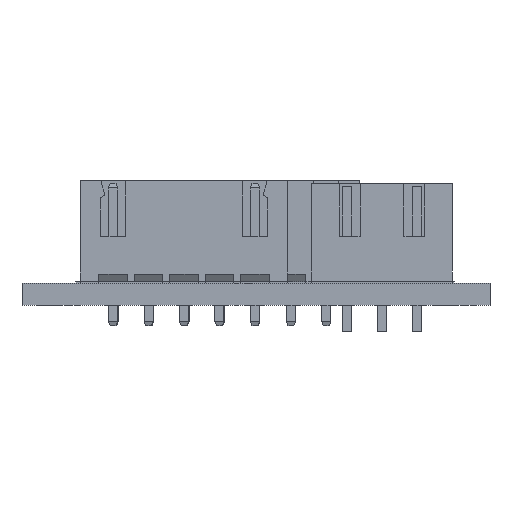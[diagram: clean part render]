
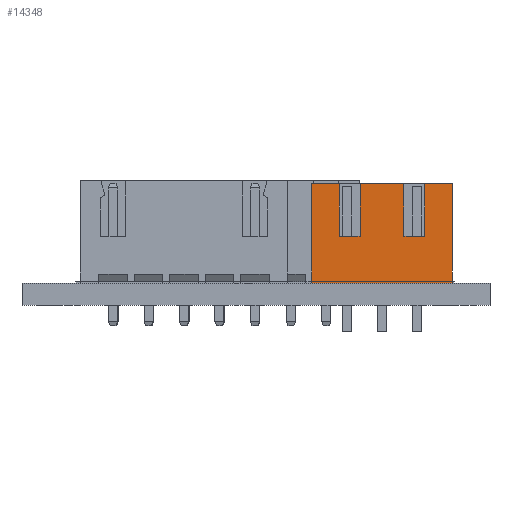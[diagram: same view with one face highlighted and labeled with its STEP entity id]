
A CAD part, front view. The second image highlights one B-rep face of the part: STEP entity #14348.
In plain terms, the highlighted face is planar.
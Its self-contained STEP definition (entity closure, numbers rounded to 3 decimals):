
#501=PLANE('',#15360);
#1247=FACE_OUTER_BOUND('',#2166,.T.);
#2166=EDGE_LOOP('',(#10212,#10213,#10214,#10215,#10216,#10217,#10218,#10219,
#10220,#10221,#10222,#10223));
#3036=LINE('',#19852,#4780);
#3056=LINE('',#19893,#4800);
#3065=LINE('',#19911,#4809);
#3079=LINE('',#19939,#4823);
#3080=LINE('',#19941,#4824);
#3081=LINE('',#19943,#4825);
#3082=LINE('',#19945,#4826);
#3083=LINE('',#19947,#4827);
#3084=LINE('',#19949,#4828);
#3085=LINE('',#19951,#4829);
#3086=LINE('',#19953,#4830);
#3087=LINE('',#19954,#4831);
#4780=VECTOR('',#16439,1000.);
#4800=VECTOR('',#16471,1000.);
#4809=VECTOR('',#16484,1000.);
#4823=VECTOR('',#16508,1000.);
#4824=VECTOR('',#16509,1000.);
#4825=VECTOR('',#16510,1000.);
#4826=VECTOR('',#16511,1000.);
#4827=VECTOR('',#16512,1000.);
#4828=VECTOR('',#16513,1000.);
#4829=VECTOR('',#16514,1000.);
#4830=VECTOR('',#16515,1000.);
#4831=VECTOR('',#16516,1000.);
#6650=VERTEX_POINT('',#19845);
#6653=VERTEX_POINT('',#19850);
#6668=VERTEX_POINT('',#19892);
#6675=VERTEX_POINT('',#19910);
#6684=VERTEX_POINT('',#19938);
#6685=VERTEX_POINT('',#19940);
#6686=VERTEX_POINT('',#19942);
#6687=VERTEX_POINT('',#19944);
#6688=VERTEX_POINT('',#19946);
#6689=VERTEX_POINT('',#19948);
#6690=VERTEX_POINT('',#19950);
#6691=VERTEX_POINT('',#19952);
#7988=EDGE_CURVE('',#6653,#6650,#3036,.T.);
#8008=EDGE_CURVE('',#6668,#6650,#3056,.T.);
#8017=EDGE_CURVE('',#6675,#6653,#3065,.T.);
#8031=EDGE_CURVE('',#6675,#6684,#3079,.T.);
#8032=EDGE_CURVE('',#6685,#6684,#3080,.T.);
#8033=EDGE_CURVE('',#6686,#6685,#3081,.T.);
#8034=EDGE_CURVE('',#6687,#6686,#3082,.T.);
#8035=EDGE_CURVE('',#6687,#6688,#3083,.T.);
#8036=EDGE_CURVE('',#6689,#6688,#3084,.T.);
#8037=EDGE_CURVE('',#6690,#6689,#3085,.T.);
#8038=EDGE_CURVE('',#6691,#6690,#3086,.T.);
#8039=EDGE_CURVE('',#6691,#6668,#3087,.T.);
#10212=ORIENTED_EDGE('',*,*,#8031,.T.);
#10213=ORIENTED_EDGE('',*,*,#8032,.F.);
#10214=ORIENTED_EDGE('',*,*,#8033,.F.);
#10215=ORIENTED_EDGE('',*,*,#8034,.F.);
#10216=ORIENTED_EDGE('',*,*,#8035,.T.);
#10217=ORIENTED_EDGE('',*,*,#8036,.F.);
#10218=ORIENTED_EDGE('',*,*,#8037,.F.);
#10219=ORIENTED_EDGE('',*,*,#8038,.F.);
#10220=ORIENTED_EDGE('',*,*,#8039,.T.);
#10221=ORIENTED_EDGE('',*,*,#8008,.T.);
#10222=ORIENTED_EDGE('',*,*,#7988,.F.);
#10223=ORIENTED_EDGE('',*,*,#8017,.F.);
#14348=ADVANCED_FACE('',(#1247),#501,.F.);
#15360=AXIS2_PLACEMENT_3D('',#19937,#16506,#16507);
#16439=DIRECTION('',(1.,0.,0.));
#16471=DIRECTION('',(0.,0.,-1.));
#16484=DIRECTION('',(0.,0.,-1.));
#16506=DIRECTION('center_axis',(0.,-1.,0.));
#16507=DIRECTION('ref_axis',(1.,0.,0.));
#16508=DIRECTION('',(1.,0.,0.));
#16509=DIRECTION('',(0.,0.,1.));
#16510=DIRECTION('',(-1.,0.,0.));
#16511=DIRECTION('',(0.,0.,-1.));
#16512=DIRECTION('',(1.,0.,0.));
#16513=DIRECTION('',(0.,0.,1.));
#16514=DIRECTION('',(-1.,0.,0.));
#16515=DIRECTION('',(0.,0.,-1.));
#16516=DIRECTION('',(1.,0.,0.));
#19845=CARTESIAN_POINT('',(4.95,2.375,0.));
#19850=CARTESIAN_POINT('',(-4.95,2.375,0.));
#19852=CARTESIAN_POINT('',(-4.95,2.375,0.));
#19892=CARTESIAN_POINT('',(4.95,2.375,7.));
#19893=CARTESIAN_POINT('',(4.95,2.375,0.));
#19910=CARTESIAN_POINT('',(-4.95,2.375,7.));
#19911=CARTESIAN_POINT('',(-4.95,2.375,0.));
#19937=CARTESIAN_POINT('Origin',(-4.95,2.375,0.));
#19938=CARTESIAN_POINT('',(-3.,2.375,7.));
#19939=CARTESIAN_POINT('',(-4.95,2.375,7.));
#19940=CARTESIAN_POINT('',(-3.,2.375,3.3));
#19941=CARTESIAN_POINT('',(-3.,2.375,7.));
#19942=CARTESIAN_POINT('',(-1.55,2.375,3.3));
#19943=CARTESIAN_POINT('',(-3.,2.375,3.3));
#19944=CARTESIAN_POINT('',(-1.55,2.375,7.));
#19945=CARTESIAN_POINT('',(-1.55,2.375,7.));
#19946=CARTESIAN_POINT('',(1.55,2.375,7.));
#19947=CARTESIAN_POINT('',(-4.95,2.375,7.));
#19948=CARTESIAN_POINT('',(1.55,2.375,3.3));
#19949=CARTESIAN_POINT('',(1.55,2.375,7.));
#19950=CARTESIAN_POINT('',(3.,2.375,3.3));
#19951=CARTESIAN_POINT('',(3.,2.375,3.3));
#19952=CARTESIAN_POINT('',(3.,2.375,7.));
#19953=CARTESIAN_POINT('',(3.,2.375,7.));
#19954=CARTESIAN_POINT('',(-4.95,2.375,7.));
